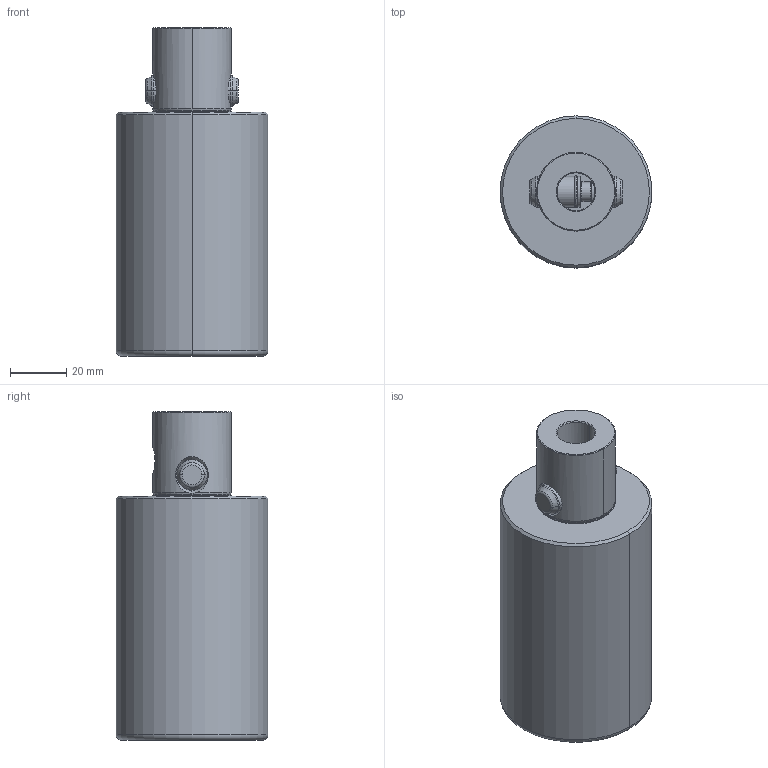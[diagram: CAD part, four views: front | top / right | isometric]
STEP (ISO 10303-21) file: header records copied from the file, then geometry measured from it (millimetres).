
FILE_DESCRIPTION(('no description'),'unknown implementation level');
FILE_NAME('7113342C-E7CD-47CB-AD04-8A046AB7BDFE_export.stp',' ',('CIMSOURCE GmbH'),('CADClick - KiM GmbH - www.kimweb.de'),'unknown preprocess','ACIS','unknown authorization');
FILE_SCHEMA(('automotive_design'));
Length unit declared in the file: millimetre
Products named in the file (3): 335.769 Kaiser MGT20-87 X CK5|335.769 Kaiser MGT20-87 X CK5;<N145.12 CK5B Zapfen>-<K�rper-Verschieben/Kopieren2>; 335.769 Kaiser MGT20-87 X CK5|691.505 Kaiser ETL D11 X 33K|691.525 Mitnehmerbolzen;Rotation1; 335.769 Kaiser MGT20-87 X CK5|691.505 Kaiser ETL D11 X 33K|693.304 Sprengring;Schnitt-Linear austragen1
Bounding box: 54 x 54 x 116.9 mm (x, y, z)
Volume: 192672.6 mm3; surface area: 27428.5 mm2
Topology: 3 solids, 3 shells, 82 faces, 177 edges, 104 vertices
Faces by surface type: torus 26, cylinder 24, cone 18, plane 14
Entity records: 4891 total; most frequent: CARTESIAN_POINT 911, DIRECTION 441, STYLED_ITEM 366, PRESENTATION_STYLE_ASSIGNMENT 366, COLOUR_RGB 366, ORIENTED_EDGE 354, AXIS2_PLACEMENT_3D 198, EDGE_CURVE 177
